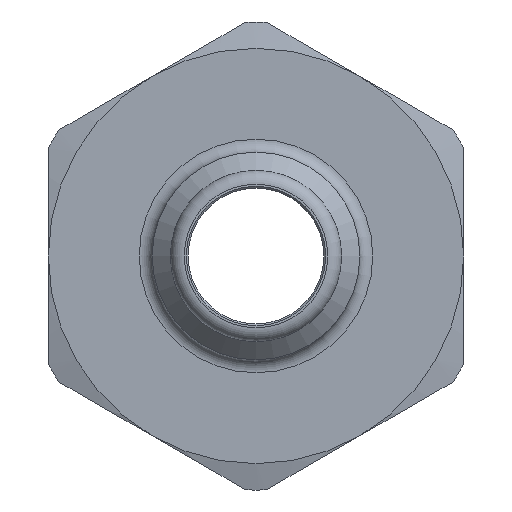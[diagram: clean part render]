
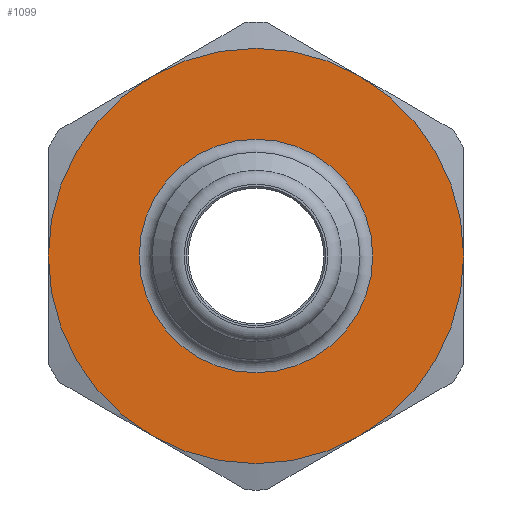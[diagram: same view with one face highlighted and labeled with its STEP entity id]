
A CAD part, left-side view. The second image highlights one B-rep face of the part: STEP entity #1099.
In plain terms, the highlighted planar face has unit normal (-1, 0, 0).
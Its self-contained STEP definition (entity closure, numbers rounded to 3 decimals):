
#188=CARTESIAN_POINT('',(20.0,6.,-10.392));
#189=VERTEX_POINT('',#188);
#270=CARTESIAN_POINT('',(20.0,-6.,-10.392));
#271=VERTEX_POINT('',#270);
#352=CARTESIAN_POINT('',(20.0,-12.,0.));
#353=VERTEX_POINT('',#352);
#434=CARTESIAN_POINT('',(20.0,-6.,10.392));
#435=VERTEX_POINT('',#434);
#516=CARTESIAN_POINT('',(20.0,6.,10.392));
#517=VERTEX_POINT('',#516);
#837=CARTESIAN_POINT('',(20.0,12.,0.0));
#838=VERTEX_POINT('',#837);
#839=CARTESIAN_POINT('',(20.0,0.0,0.0));
#840=DIRECTION('',(1.0,0.0,0.0));
#841=DIRECTION('',(0.0,1.0,0.0));
#842=AXIS2_PLACEMENT_3D('',#839,#840,#841);
#843=CIRCLE('',#842,12.);
#844=EDGE_CURVE('',#189,#838,#843,.T.);
#883=CARTESIAN_POINT('',(20.0,0.0,0.0));
#884=DIRECTION('',(1.0,0.0,0.0));
#885=DIRECTION('',(0.0,1.0,0.0));
#886=AXIS2_PLACEMENT_3D('',#883,#884,#885);
#887=CIRCLE('',#886,12.);
#888=EDGE_CURVE('',#838,#517,#887,.T.);
#901=CARTESIAN_POINT('',(20.0,0.0,0.0));
#902=DIRECTION('',(1.0,0.0,0.0));
#903=DIRECTION('',(0.0,1.0,0.0));
#904=AXIS2_PLACEMENT_3D('',#901,#902,#903);
#905=CIRCLE('',#904,12.);
#906=EDGE_CURVE('',#517,#435,#905,.T.);
#919=CARTESIAN_POINT('',(20.0,0.0,0.0));
#920=DIRECTION('',(1.0,0.0,0.0));
#921=DIRECTION('',(0.0,1.0,0.0));
#922=AXIS2_PLACEMENT_3D('',#919,#920,#921);
#923=CIRCLE('',#922,12.);
#924=EDGE_CURVE('',#435,#353,#923,.T.);
#937=CARTESIAN_POINT('',(20.0,0.0,0.0));
#938=DIRECTION('',(1.0,0.0,0.0));
#939=DIRECTION('',(0.0,1.0,0.0));
#940=AXIS2_PLACEMENT_3D('',#937,#938,#939);
#941=CIRCLE('',#940,12.);
#942=EDGE_CURVE('',#353,#271,#941,.T.);
#1045=CARTESIAN_POINT('',(20.0,6.75,0.));
#1046=VERTEX_POINT('',#1045);
#1047=CARTESIAN_POINT('',(20.0,0.0,0.0));
#1048=DIRECTION('',(-1.0,0.0,0.0));
#1049=DIRECTION('',(0.0,-1.0,0.0));
#1050=AXIS2_PLACEMENT_3D('',#1047,#1048,#1049);
#1051=CIRCLE('',#1050,6.75);
#1052=EDGE_CURVE('',#1046,#1046,#1051,.T.);
#1077=CARTESIAN_POINT('',(20.0,9.,0.0));
#1078=DIRECTION('',(-1.0,0.0,0.0));
#1079=DIRECTION('',(0.0,0.0,1.0));
#1080=AXIS2_PLACEMENT_3D('',#1077,#1078,#1079);
#1081=PLANE('',#1080);
#1082=ORIENTED_EDGE('',*,*,#888,.F.);
#1083=ORIENTED_EDGE('',*,*,#844,.F.);
#1084=CARTESIAN_POINT('',(20.0,0.0,0.0));
#1085=DIRECTION('',(1.0,0.0,0.0));
#1086=DIRECTION('',(0.0,1.0,0.0));
#1087=AXIS2_PLACEMENT_3D('',#1084,#1085,#1086);
#1088=CIRCLE('',#1087,12.);
#1089=EDGE_CURVE('',#271,#189,#1088,.T.);
#1090=ORIENTED_EDGE('',*,*,#1089,.F.);
#1091=ORIENTED_EDGE('',*,*,#942,.F.);
#1092=ORIENTED_EDGE('',*,*,#924,.F.);
#1093=ORIENTED_EDGE('',*,*,#906,.F.);
#1094=EDGE_LOOP('',(#1082,#1083,#1090,#1091,#1092,#1093));
#1095=FACE_OUTER_BOUND('',#1094,.T.);
#1096=ORIENTED_EDGE('',*,*,#1052,.F.);
#1097=EDGE_LOOP('',(#1096));
#1098=FACE_BOUND('',#1097,.T.);
#1099=ADVANCED_FACE('',(#1095,#1098),#1081,.T.);
